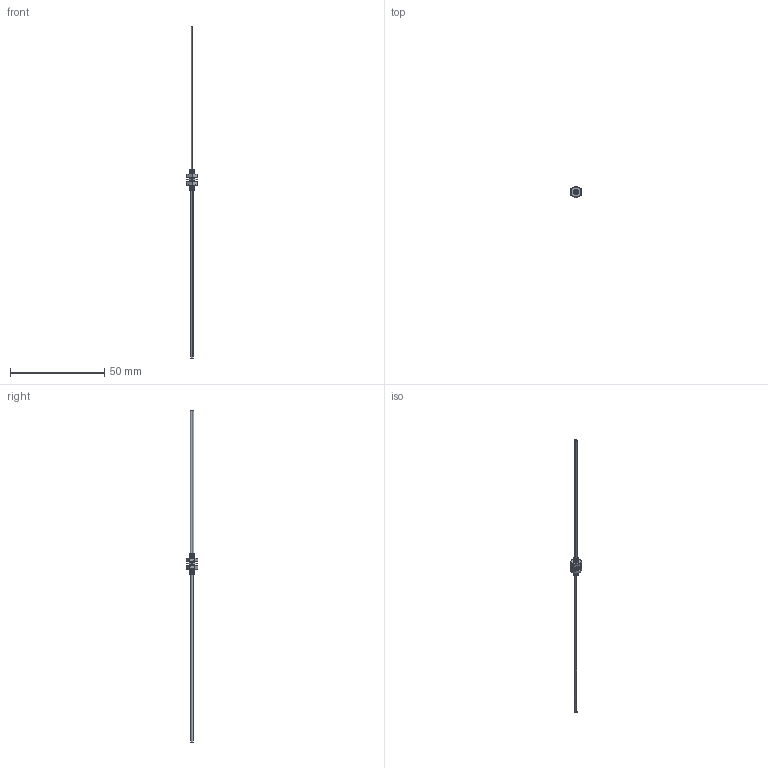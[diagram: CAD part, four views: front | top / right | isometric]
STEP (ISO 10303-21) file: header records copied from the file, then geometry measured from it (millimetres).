
FILE_DESCRIPTION((''),'2;1');
FILE_NAME('176180_ASM','2016-01-05T',('pdmadmin'),(''),'PRO/ENGINEER BY PARAMETRIC TECHNOLOGY CORPORATION, 2013230','PRO/ENGINEER BY PARAMETRIC TECHNOLOGY CORPORATION, 2013230','');
FILE_SCHEMA(('CONFIG_CONTROL_DESIGN'));
Length unit declared in the file: inch
Products named in the file (9): 13961; 13970; 41382__020X; 41382_CORE; 41382__020X_ASM; FIBER_CORE_020_X_; 08393_M3_ITLW_NI_PLATE; 08396_M3X0; 176180_ASM
Assembly tree (11 placements, depth 3):
  176180_ASM
    13961
    13970
    41382__020X_ASM
      41382__020X
      41382_CORE  x2
    FIBER_CORE_020_X_  x2
    08393_M3_ITLW_NI_PLATE
    08396_M3X0  x2
Bounding box: 5.99 x 6.35 x 176.2 mm (x, y, z)
Volume: 276.1 mm3; surface area: 2241.5 mm2
Topology: 10 solids, 10 shells, 238 faces, 596 edges, 378 vertices
Faces by surface type: cylinder 114, cone 58, plane 52, bspline 14
Entity records: 12057 total; most frequent: CARTESIAN_POINT 7059, ORIENTED_EDGE 1032, DIRECTION 981, EDGE_CURVE 516, AXIS2_PLACEMENT_3D 381, VERTEX_POINT 332, VECTOR 219, LINE 219
